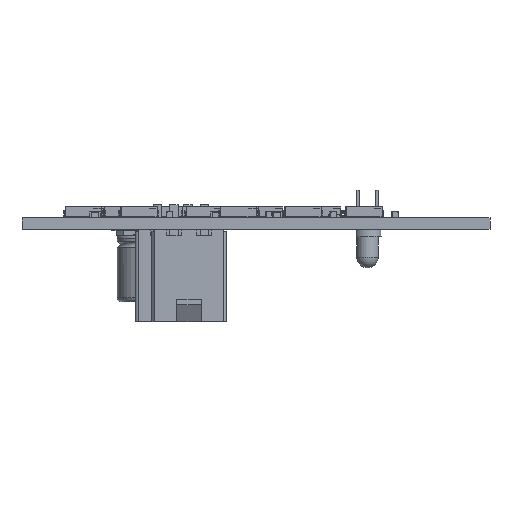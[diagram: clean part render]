
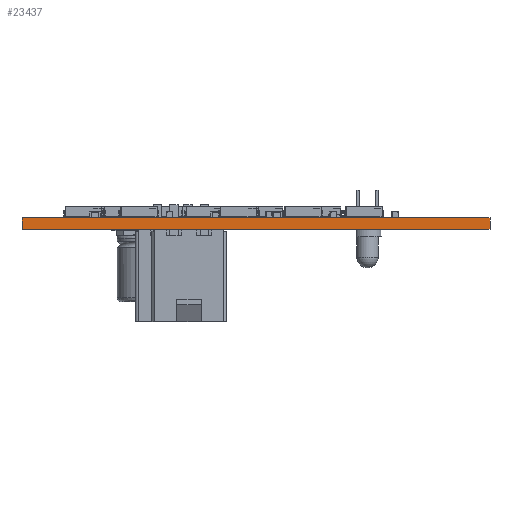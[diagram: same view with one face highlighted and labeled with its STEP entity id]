
A CAD part, front view. The second image highlights one B-rep face of the part: STEP entity #23437.
In plain terms, the highlighted planar face has unit normal (0, -1, 0).
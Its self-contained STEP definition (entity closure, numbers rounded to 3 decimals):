
#23321 = EDGE_CURVE('',#23322,#23324,#23326,.T.);
#23322 = VERTEX_POINT('',#23323);
#23323 = CARTESIAN_POINT('',(127.457,-127.381,0.));
#23324 = VERTEX_POINT('',#23325);
#23325 = CARTESIAN_POINT('',(127.457,-127.381,1.6));
#23326 = SURFACE_CURVE('',#23327,(#23331,#23343),.PCURVE_S1.);
#23327 = LINE('',#23328,#23329);
#23328 = CARTESIAN_POINT('',(127.457,-127.381,0.));
#23329 = VECTOR('',#23330,1.);
#23330 = DIRECTION('',(0.,0.,1.));
#23331 = PCURVE('',#23332,#23337);
#23332 = PLANE('',#23333);
#23333 = AXIS2_PLACEMENT_3D('',#23334,#23335,#23336);
#23334 = CARTESIAN_POINT('',(127.457,-127.381,0.));
#23335 = DIRECTION('',(-1.,0.,0.));
#23336 = DIRECTION('',(0.,1.,0.));
#23337 = DEFINITIONAL_REPRESENTATION('',(#23338),#23342);
#23338 = LINE('',#23339,#23340);
#23339 = CARTESIAN_POINT('',(0.,0.));
#23340 = VECTOR('',#23341,1.);
#23341 = DIRECTION('',(0.,-1.));
#23342 = ( GEOMETRIC_REPRESENTATION_CONTEXT(2) 
PARAMETRIC_REPRESENTATION_CONTEXT() REPRESENTATION_CONTEXT('2D SPACE',''
  ) );
#23343 = PCURVE('',#23344,#23349);
#23344 = PLANE('',#23345);
#23345 = AXIS2_PLACEMENT_3D('',#23346,#23347,#23348);
#23346 = CARTESIAN_POINT('',(62.37,-127.381,0.));
#23347 = DIRECTION('',(0.,1.,0.));
#23348 = DIRECTION('',(1.,0.,0.));
#23349 = DEFINITIONAL_REPRESENTATION('',(#23350),#23354);
#23350 = LINE('',#23351,#23352);
#23351 = CARTESIAN_POINT('',(65.088,0.));
#23352 = VECTOR('',#23353,1.);
#23353 = DIRECTION('',(0.,-1.));
#23354 = ( GEOMETRIC_REPRESENTATION_CONTEXT(2) 
PARAMETRIC_REPRESENTATION_CONTEXT() REPRESENTATION_CONTEXT('2D SPACE',''
  ) );
#23372 = PLANE('',#23373);
#23373 = AXIS2_PLACEMENT_3D('',#23374,#23375,#23376);
#23374 = CARTESIAN_POINT('',(96.244,-84.67,1.6));
#23375 = DIRECTION('',(0.,0.,1.));
#23376 = DIRECTION('',(1.,0.,-0.));
#23426 = PLANE('',#23427);
#23427 = AXIS2_PLACEMENT_3D('',#23428,#23429,#23430);
#23428 = CARTESIAN_POINT('',(96.244,-84.67,0.));
#23429 = DIRECTION('',(0.,0.,1.));
#23430 = DIRECTION('',(1.,0.,-0.));
#23437 = ADVANCED_FACE('',(#23438),#23344,.F.);
#23438 = FACE_BOUND('',#23439,.F.);
#23439 = EDGE_LOOP('',(#23440,#23470,#23491,#23492));
#23440 = ORIENTED_EDGE('',*,*,#23441,.T.);
#23441 = EDGE_CURVE('',#23442,#23444,#23446,.T.);
#23442 = VERTEX_POINT('',#23443);
#23443 = CARTESIAN_POINT('',(62.37,-127.381,0.));
#23444 = VERTEX_POINT('',#23445);
#23445 = CARTESIAN_POINT('',(62.37,-127.381,1.6));
#23446 = SURFACE_CURVE('',#23447,(#23451,#23458),.PCURVE_S1.);
#23447 = LINE('',#23448,#23449);
#23448 = CARTESIAN_POINT('',(62.37,-127.381,0.));
#23449 = VECTOR('',#23450,1.);
#23450 = DIRECTION('',(0.,0.,1.));
#23451 = PCURVE('',#23344,#23452);
#23452 = DEFINITIONAL_REPRESENTATION('',(#23453),#23457);
#23453 = LINE('',#23454,#23455);
#23454 = CARTESIAN_POINT('',(0.,0.));
#23455 = VECTOR('',#23456,1.);
#23456 = DIRECTION('',(0.,-1.));
#23457 = ( GEOMETRIC_REPRESENTATION_CONTEXT(2) 
PARAMETRIC_REPRESENTATION_CONTEXT() REPRESENTATION_CONTEXT('2D SPACE',''
  ) );
#23458 = PCURVE('',#23459,#23464);
#23459 = PLANE('',#23460);
#23460 = AXIS2_PLACEMENT_3D('',#23461,#23462,#23463);
#23461 = CARTESIAN_POINT('',(62.37,-55.944,0.));
#23462 = DIRECTION('',(1.,0.,-0.));
#23463 = DIRECTION('',(0.,-1.,0.));
#23464 = DEFINITIONAL_REPRESENTATION('',(#23465),#23469);
#23465 = LINE('',#23466,#23467);
#23466 = CARTESIAN_POINT('',(71.438,0.));
#23467 = VECTOR('',#23468,1.);
#23468 = DIRECTION('',(0.,-1.));
#23469 = ( GEOMETRIC_REPRESENTATION_CONTEXT(2) 
PARAMETRIC_REPRESENTATION_CONTEXT() REPRESENTATION_CONTEXT('2D SPACE',''
  ) );
#23470 = ORIENTED_EDGE('',*,*,#23471,.T.);
#23471 = EDGE_CURVE('',#23444,#23324,#23472,.T.);
#23472 = SURFACE_CURVE('',#23473,(#23477,#23484),.PCURVE_S1.);
#23473 = LINE('',#23474,#23475);
#23474 = CARTESIAN_POINT('',(62.37,-127.381,1.6));
#23475 = VECTOR('',#23476,1.);
#23476 = DIRECTION('',(1.,0.,0.));
#23477 = PCURVE('',#23344,#23478);
#23478 = DEFINITIONAL_REPRESENTATION('',(#23479),#23483);
#23479 = LINE('',#23480,#23481);
#23480 = CARTESIAN_POINT('',(0.,-1.6));
#23481 = VECTOR('',#23482,1.);
#23482 = DIRECTION('',(1.,0.));
#23483 = ( GEOMETRIC_REPRESENTATION_CONTEXT(2) 
PARAMETRIC_REPRESENTATION_CONTEXT() REPRESENTATION_CONTEXT('2D SPACE',''
  ) );
#23484 = PCURVE('',#23372,#23485);
#23485 = DEFINITIONAL_REPRESENTATION('',(#23486),#23490);
#23486 = LINE('',#23487,#23488);
#23487 = CARTESIAN_POINT('',(-33.874,-42.711));
#23488 = VECTOR('',#23489,1.);
#23489 = DIRECTION('',(1.,0.));
#23490 = ( GEOMETRIC_REPRESENTATION_CONTEXT(2) 
PARAMETRIC_REPRESENTATION_CONTEXT() REPRESENTATION_CONTEXT('2D SPACE',''
  ) );
#23491 = ORIENTED_EDGE('',*,*,#23321,.F.);
#23492 = ORIENTED_EDGE('',*,*,#23493,.F.);
#23493 = EDGE_CURVE('',#23442,#23322,#23494,.T.);
#23494 = SURFACE_CURVE('',#23495,(#23499,#23506),.PCURVE_S1.);
#23495 = LINE('',#23496,#23497);
#23496 = CARTESIAN_POINT('',(62.37,-127.381,0.));
#23497 = VECTOR('',#23498,1.);
#23498 = DIRECTION('',(1.,0.,0.));
#23499 = PCURVE('',#23344,#23500);
#23500 = DEFINITIONAL_REPRESENTATION('',(#23501),#23505);
#23501 = LINE('',#23502,#23503);
#23502 = CARTESIAN_POINT('',(0.,0.));
#23503 = VECTOR('',#23504,1.);
#23504 = DIRECTION('',(1.,0.));
#23505 = ( GEOMETRIC_REPRESENTATION_CONTEXT(2) 
PARAMETRIC_REPRESENTATION_CONTEXT() REPRESENTATION_CONTEXT('2D SPACE',''
  ) );
#23506 = PCURVE('',#23426,#23507);
#23507 = DEFINITIONAL_REPRESENTATION('',(#23508),#23512);
#23508 = LINE('',#23509,#23510);
#23509 = CARTESIAN_POINT('',(-33.874,-42.711));
#23510 = VECTOR('',#23511,1.);
#23511 = DIRECTION('',(1.,0.));
#23512 = ( GEOMETRIC_REPRESENTATION_CONTEXT(2) 
PARAMETRIC_REPRESENTATION_CONTEXT() REPRESENTATION_CONTEXT('2D SPACE',''
  ) );
